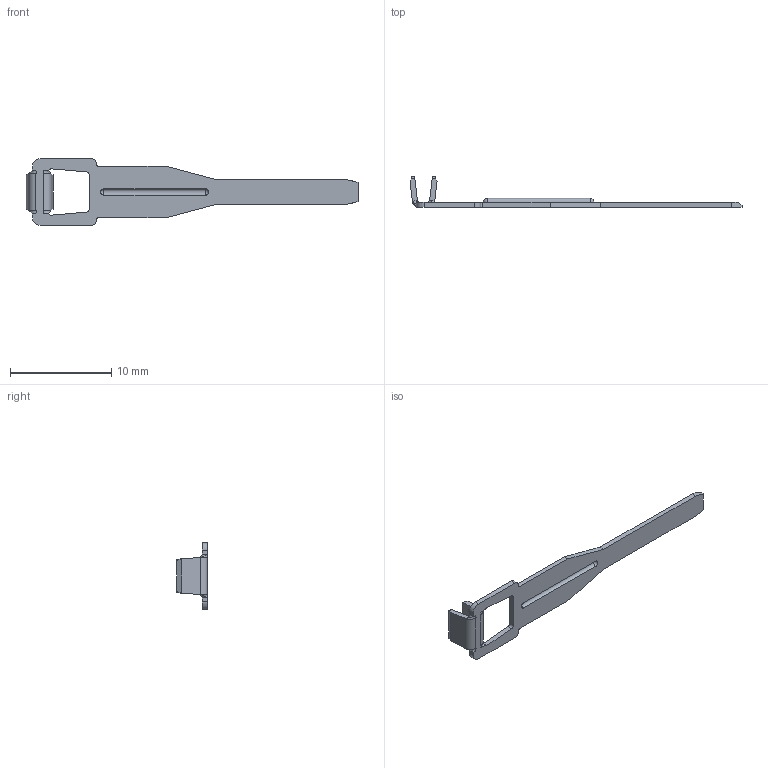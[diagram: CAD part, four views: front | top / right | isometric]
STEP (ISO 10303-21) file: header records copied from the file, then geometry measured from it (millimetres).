
FILE_DESCRIPTION (( 'STEP AP203' ), '1' );
FILE_NAME ('09638.STEP', '2015-01-20T18:11:00', ( '' ), ( '' ), 'SwSTEP 2.0', 'SolidWorks 2014', '' );
FILE_SCHEMA (( 'CONFIG_CONTROL_DESIGN' ));
Length unit declared in the file: inch
Products named in the file (1): 09638
Bounding box: 32.77 x 3.05 x 6.6 mm (x, y, z)
Volume: 66 mm3; surface area: 318.5 mm2
Topology: 1 solids, 1 shells, 161 faces, 423 edges, 261 vertices
Faces by surface type: plane 92, cylinder 37, cone 16, bspline 12, sphere 4
Entity records: 5033 total; most frequent: CARTESIAN_POINT 1169, ORIENTED_EDGE 830, DIRECTION 727, EDGE_CURVE 415, LINE 295, VECTOR 295, VERTEX_POINT 257, AXIS2_PLACEMENT_3D 216
